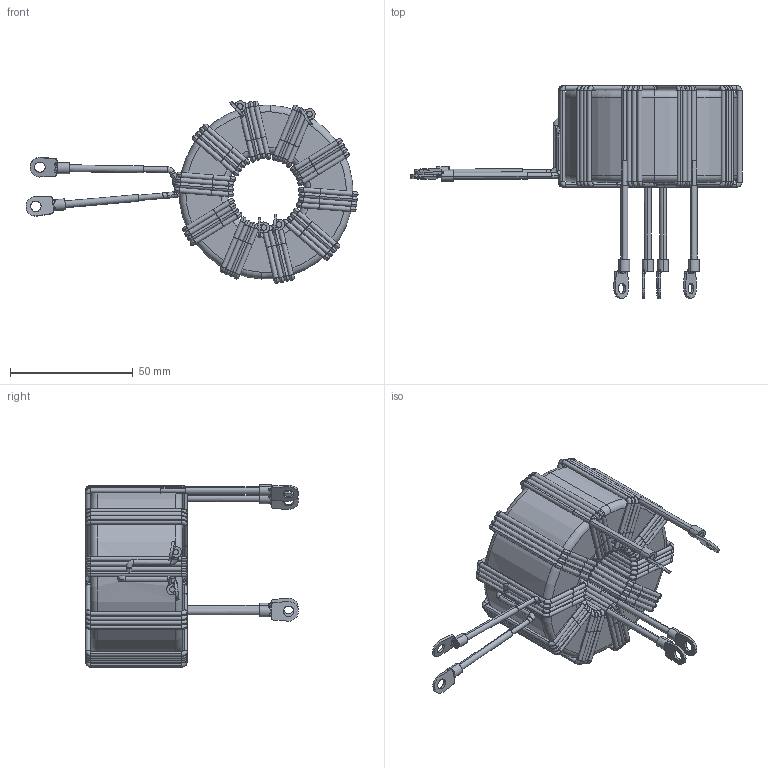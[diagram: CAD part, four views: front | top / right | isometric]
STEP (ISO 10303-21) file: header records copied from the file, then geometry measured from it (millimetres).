
FILE_DESCRIPTION (( 'STEP AP203' ), '1' );
FILE_NAME ('3DP-7KWHVHV-001 rocio.STEP', '2019-11-06T15:23:22', ( '' ), ( '' ), 'SwSTEP 2.0', 'SolidWorks 2018', '' );
FILE_SCHEMA (( 'CONFIG_CONTROL_DESIGN' ));
Length unit declared in the file: millimetre
Products named in the file (3): Pieza22^3DP-7KWHVHV-001; 3DP-7KWHVHV-001 rocio; Pieza19^3DP-7KWHVHV-001
Assembly tree (2 placements, depth 2):
  3DP-7KWHVHV-001 rocio
    Pieza19^3DP-7KWHVHV-001
    Pieza22^3DP-7KWHVHV-001
Bounding box: 135.21 x 86.68 x 74.26 mm (x, y, z)
Volume: 135178.5 mm3; surface area: 52135.6 mm2
Topology: 39 solids, 39 shells, 978 faces, 2507 edges, 1540 vertices
Faces by surface type: cylinder 520, torus 353, plane 75, bspline 30
Entity records: 32171 total; most frequent: CARTESIAN_POINT 6934, DIRECTION 6056, ORIENTED_EDGE 4990, AXIS2_PLACEMENT_3D 2724, EDGE_CURVE 2495, CIRCLE 1771, VERTEX_POINT 1540, EDGE_LOOP 1017
